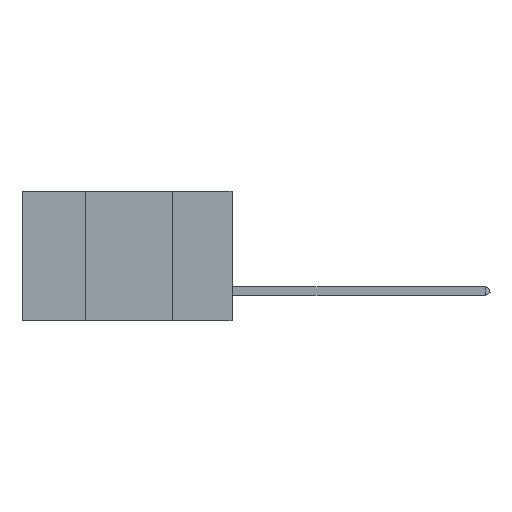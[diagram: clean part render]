
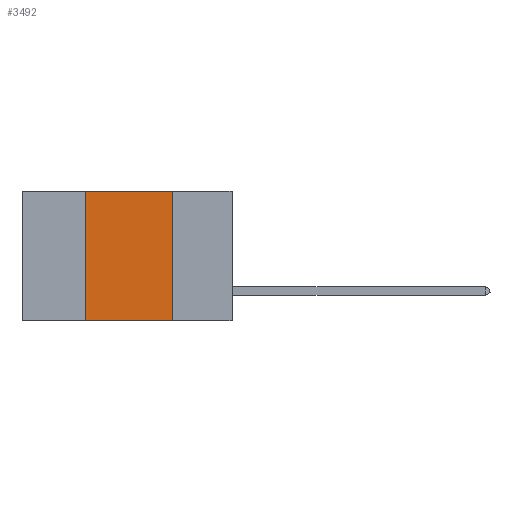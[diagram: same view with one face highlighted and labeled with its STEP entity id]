
A CAD part, left-side view. The second image highlights one B-rep face of the part: STEP entity #3492.
In plain terms, the highlighted planar face has unit normal (-1, 0, 0).
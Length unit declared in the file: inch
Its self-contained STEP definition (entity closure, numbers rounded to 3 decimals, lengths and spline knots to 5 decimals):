
#378 = LINE ( 'NONE', #12080, #18556 ) ;
#742 = LINE ( 'NONE', #15239, #17186 ) ;
#761 = CARTESIAN_POINT ( 'NONE',  ( 0., 0.17, 0. ) ) ;
#1015 = AXIS2_PLACEMENT_3D ( 'NONE', #3775, #3647, #13040 ) ;
#3492 = ADVANCED_FACE ( 'NONE', ( #7981 ), #10022, .F. ) ;
#3647 = DIRECTION ( 'NONE',  ( 1., 0., 0. ) ) ;
#3775 = CARTESIAN_POINT ( 'NONE',  ( 0., 0.6, 0. ) ) ;
#4097 = VERTEX_POINT ( 'NONE', #761 ) ;
#4170 = DIRECTION ( 'NONE',  ( 0., -1., 0. ) ) ;
#4202 = EDGE_CURVE ( 'NONE', #7372, #15272, #742, .T. ) ;
#4539 = VERTEX_POINT ( 'NONE', #14110 ) ;
#6113 = LINE ( 'NONE', #19888, #10333 ) ;
#7312 = DIRECTION ( 'NONE',  ( 0., -1., 0. ) ) ;
#7372 = VERTEX_POINT ( 'NONE', #11539 ) ;
#7981 = FACE_OUTER_BOUND ( 'NONE', #11403, .T. ) ;
#9246 = ORIENTED_EDGE ( 'NONE', *, *, #16907, .F. ) ;
#9828 = EDGE_CURVE ( 'NONE', #4539, #4097, #18335, .T. ) ;
#10022 = PLANE ( 'NONE',  #1015 ) ;
#10333 = VECTOR ( 'NONE', #11947, 39.37008 ) ;
#11403 = EDGE_LOOP ( 'NONE', ( #9246, #20062, #14677, #12309 ) ) ;
#11539 = CARTESIAN_POINT ( 'NONE',  ( 0., 0.42, -0.37 ) ) ;
#11844 = VECTOR ( 'NONE', #4170, 39.37008 ) ;
#11947 = DIRECTION ( 'NONE',  ( 0., 0., -1. ) ) ;
#12080 = CARTESIAN_POINT ( 'NONE',  ( 0., 0.42, 0. ) ) ;
#12309 = ORIENTED_EDGE ( 'NONE', *, *, #4202, .T. ) ;
#13040 = DIRECTION ( 'NONE',  ( 0., 0., -1. ) ) ;
#14110 = CARTESIAN_POINT ( 'NONE',  ( 0., 0.42, 0. ) ) ;
#14677 = ORIENTED_EDGE ( 'NONE', *, *, #17397, .F. ) ;
#15239 = CARTESIAN_POINT ( 'NONE',  ( 0., 0.6, -0.37 ) ) ;
#15272 = VERTEX_POINT ( 'NONE', #17374 ) ;
#16907 = EDGE_CURVE ( 'NONE', #4097, #15272, #6113, .T. ) ;
#17186 = VECTOR ( 'NONE', #7312, 39.37008 ) ;
#17374 = CARTESIAN_POINT ( 'NONE',  ( 0., 0.17, -0.37 ) ) ;
#17397 = EDGE_CURVE ( 'NONE', #7372, #4539, #378, .T. ) ;
#18335 = LINE ( 'NONE', #20173, #11844 ) ;
#18556 = VECTOR ( 'NONE', #19942, 39.37008 ) ;
#19888 = CARTESIAN_POINT ( 'NONE',  ( 0., 0.17, 0. ) ) ;
#19942 = DIRECTION ( 'NONE',  ( 0., 0., 1. ) ) ;
#20062 = ORIENTED_EDGE ( 'NONE', *, *, #9828, .F. ) ;
#20173 = CARTESIAN_POINT ( 'NONE',  ( 0., 0.6, 0. ) ) ;
